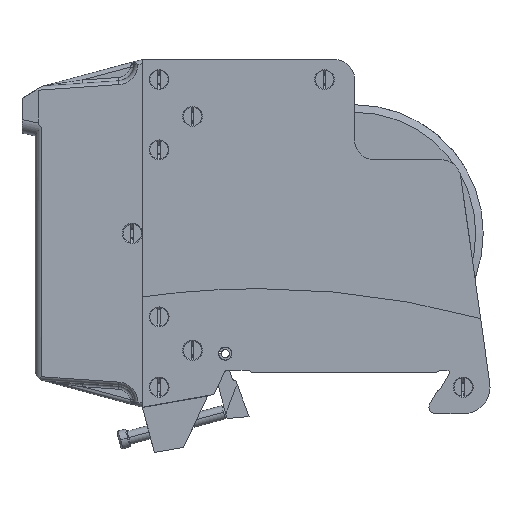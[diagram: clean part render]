
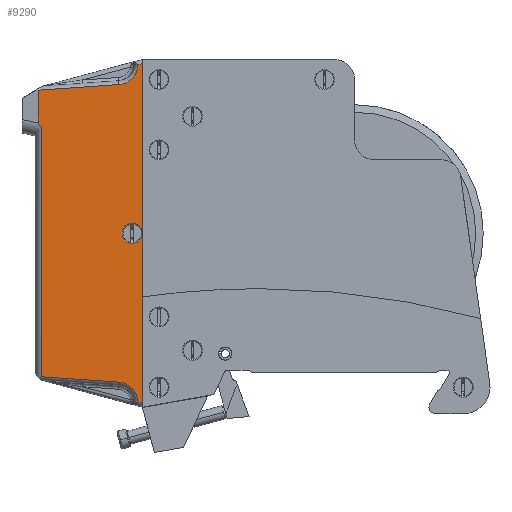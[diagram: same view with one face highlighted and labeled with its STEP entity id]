
A CAD part, left-side view. The second image highlights one B-rep face of the part: STEP entity #9290.
In plain terms, the highlighted planar face has unit normal (-1, 0, 0).
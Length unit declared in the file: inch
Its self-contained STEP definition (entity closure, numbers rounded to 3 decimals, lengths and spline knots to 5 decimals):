
#59 = VECTOR ( 'NONE', #11387, 39.37008 ) ;
#255 = CARTESIAN_POINT ( 'NONE',  ( -0.05984, 1.31354, 1.98677 ) ) ;
#817 = CARTESIAN_POINT ( 'NONE',  ( -0.05984, 2.44359, 1.25186 ) ) ;
#913 = VECTOR ( 'NONE', #8719, 39.37008 ) ;
#1310 = EDGE_CURVE ( 'NONE', #14358, #16916, #17936, .T. ) ;
#1409 = CARTESIAN_POINT ( 'NONE',  ( -0.05984, 1.55473, 1.99293 ) ) ;
#1488 = ORIENTED_EDGE ( 'NONE', *, *, #1545, .F. ) ;
#1545 = EDGE_CURVE ( 'NONE', #7968, #15462, #10153, .T. ) ;
#1966 = CIRCLE ( 'NONE', #16804, 0.24127 ) ;
#2054 = CARTESIAN_POINT ( 'NONE',  ( -0.05984, 1.5379, 1.75225 ) ) ;
#2262 = CARTESIAN_POINT ( 'NONE',  ( -0.05984, 2.48555, 1.28544 ) ) ;
#2357 = ORIENTED_EDGE ( 'NONE', *, *, #11639, .F. ) ;
#2358 = EDGE_CURVE ( 'NONE', #17902, #15298, #1966, .T. ) ;
#2494 = ORIENTED_EDGE ( 'NONE', *, *, #12523, .T. ) ;
#2770 = LINE ( 'NONE', #3938, #59 ) ;
#2908 = CARTESIAN_POINT ( 'NONE',  ( -0.05984, 1.5379, -1.75201 ) ) ;
#2969 = CIRCLE ( 'NONE', #16358, 0.11811 ) ;
#3088 = ORIENTED_EDGE ( 'NONE', *, *, #12076, .F. ) ;
#3171 = EDGE_LOOP ( 'NONE', ( #1488, #7965, #10230, #2357, #3088, #15819, #12511, #14120, #4771, #17199, #2494, #15752, #17329, #7507 ) ) ;
#3174 = CARTESIAN_POINT ( 'NONE',  ( -0.05984, 1.25945, 0. ) ) ;
#3187 = AXIS2_PLACEMENT_3D ( 'NONE', #17812, #17717, #5319 ) ;
#3473 = LINE ( 'NONE', #15714, #5037 ) ;
#3706 = CARTESIAN_POINT ( 'NONE',  ( -0.05984, 2.63158, 1.67578 ) ) ;
#3763 = DIRECTION ( 'NONE',  ( 1., 0., 0. ) ) ;
#3887 = CIRCLE ( 'NONE', #11767, 0.11811 ) ;
#3938 = CARTESIAN_POINT ( 'NONE',  ( -0.05984, 1.24796, 2.00434 ) ) ;
#4133 = EDGE_CURVE ( 'NONE', #9416, #10557, #11073, .T. ) ;
#4578 =( BOUNDED_CURVE ( )  B_SPLINE_CURVE ( 3, ( #14762, #2262, #16215, #817 ),
 .UNSPECIFIED., .F., .F. ) 
 B_SPLINE_CURVE_WITH_KNOTS ( ( 4, 4 ),
 ( 0.02129, 0.25543 ),
 .UNSPECIFIED. ) 
 CURVE ( )  GEOMETRIC_REPRESENTATION_ITEM ( )  RATIONAL_B_SPLINE_CURVE ( ( 1., 0.995, 0.995, 1. ) ) 
 REPRESENTATION_ITEM ( '' )  );
#4771 = ORIENTED_EDGE ( 'NONE', *, *, #1310, .T. ) ;
#4890 = VERTEX_POINT ( 'NONE', #11778 ) ;
#4976 = DIRECTION ( 'NONE',  ( 0., 0.998, -0.07 ) ) ;
#5037 = VECTOR ( 'NONE', #8697, 39.37008 ) ;
#5319 = DIRECTION ( 'NONE',  ( 0., 0., 1. ) ) ;
#5591 = VERTEX_POINT ( 'NONE', #16682 ) ;
#5817 = CARTESIAN_POINT ( 'NONE',  ( -0.05984, 1.5379, -1.75201 ) ) ;
#5883 = VERTEX_POINT ( 'NONE', #14582 ) ;
#5925 = EDGE_CURVE ( 'NONE', #16916, #4890, #4578, .T. ) ;
#5956 = CARTESIAN_POINT ( 'NONE',  ( -0.05984, 1.37756, 0. ) ) ;
#6479 = AXIS2_PLACEMENT_3D ( 'NONE', #16264, #3763, #7960 ) ;
#7060 = DIRECTION ( 'NONE',  ( 0., -0.998, -0.07 ) ) ;
#7507 = ORIENTED_EDGE ( 'NONE', *, *, #17421, .T. ) ;
#7643 = VECTOR ( 'NONE', #15753, 39.37008 ) ;
#7793 = DIRECTION ( 'NONE',  ( 0., 0., 1. ) ) ;
#7890 = DIRECTION ( 'NONE',  ( 1., 0., 0. ) ) ;
#7960 = DIRECTION ( 'NONE',  ( 0., 0., -1. ) ) ;
#7965 = ORIENTED_EDGE ( 'NONE', *, *, #10287, .F. ) ;
#7968 = VERTEX_POINT ( 'NONE', #3174 ) ;
#8020 = VECTOR ( 'NONE', #4976, 39.37008 ) ;
#8697 = DIRECTION ( 'NONE',  ( 0., 0., -1. ) ) ;
#8719 = DIRECTION ( 'NONE',  ( 0., 0., -1. ) ) ;
#9290 = ADVANCED_FACE ( 'NONE', ( #16449 ), #14726, .F. ) ;
#9293 = DIRECTION ( 'NONE',  ( 0., 0., 1. ) ) ;
#9416 = VERTEX_POINT ( 'NONE', #13937 ) ;
#10065 = CARTESIAN_POINT ( 'NONE',  ( -0.05984, 1.37756, -0.11811 ) ) ;
#10153 = LINE ( 'NONE', #16982, #16212 ) ;
#10230 = ORIENTED_EDGE ( 'NONE', *, *, #4133, .F. ) ;
#10287 = EDGE_CURVE ( 'NONE', #10557, #7968, #2969, .T. ) ;
#10557 = VERTEX_POINT ( 'NONE', #10065 ) ;
#11073 = CIRCLE ( 'NONE', #3187, 0.11811 ) ;
#11329 = DIRECTION ( 'NONE',  ( 0., 0., -1. ) ) ;
#11387 = DIRECTION ( 'NONE',  ( 0., 0.966, -0.259 ) ) ;
#11602 = CARTESIAN_POINT ( 'NONE',  ( -0.05984, 1.25945, 1.59449 ) ) ;
#11624 = DIRECTION ( 'NONE',  ( 0., 0., -1. ) ) ;
#11639 = EDGE_CURVE ( 'NONE', #7968, #9416, #3887, .T. ) ;
#11661 = LINE ( 'NONE', #14225, #7643 ) ;
#11767 = AXIS2_PLACEMENT_3D ( 'NONE', #11952, #12238, #9293 ) ;
#11778 = CARTESIAN_POINT ( 'NONE',  ( -0.05984, 2.44359, 1.25186 ) ) ;
#11841 = LINE ( 'NONE', #3706, #8020 ) ;
#11952 = CARTESIAN_POINT ( 'NONE',  ( -0.05984, 1.37756, 0. ) ) ;
#12038 = CARTESIAN_POINT ( 'NONE',  ( -0.05984, 2.48555, 1.29803 ) ) ;
#12076 = EDGE_CURVE ( 'NONE', #5883, #7968, #12873, .T. ) ;
#12238 = DIRECTION ( 'NONE',  ( -1., 0., 0. ) ) ;
#12511 = ORIENTED_EDGE ( 'NONE', *, *, #2358, .T. ) ;
#12513 = DIRECTION ( 'NONE',  ( 0., 0., 1. ) ) ;
#12523 = EDGE_CURVE ( 'NONE', #4890, #5591, #3473, .T. ) ;
#12662 = DIRECTION ( 'NONE',  ( 0., 0., 1. ) ) ;
#12728 = VECTOR ( 'NONE', #7060, 39.37008 ) ;
#12867 = EDGE_CURVE ( 'NONE', #16829, #17753, #15867, .T. ) ;
#12873 = LINE ( 'NONE', #11602, #12901 ) ;
#12901 = VECTOR ( 'NONE', #11329, 39.37008 ) ;
#12927 = CARTESIAN_POINT ( 'NONE',  ( -0.05984, 2.48555, 2.04724 ) ) ;
#13334 = EDGE_CURVE ( 'NONE', #5883, #17902, #2770, .T. ) ;
#13580 = CARTESIAN_POINT ( 'NONE',  ( -0.05984, 1.55473, -1.99269 ) ) ;
#13762 = CARTESIAN_POINT ( 'NONE',  ( -0.05984, 2.48555, 1.68599 ) ) ;
#13861 = AXIS2_PLACEMENT_3D ( 'NONE', #13580, #7890, #7793 ) ;
#13937 = CARTESIAN_POINT ( 'NONE',  ( -0.05984, 1.37756, 0.11811 ) ) ;
#13969 = LINE ( 'NONE', #2908, #12728 ) ;
#14120 = ORIENTED_EDGE ( 'NONE', *, *, #15023, .T. ) ;
#14225 = CARTESIAN_POINT ( 'NONE',  ( -0.05984, 2.42026, -1.69022 ) ) ;
#14358 = VERTEX_POINT ( 'NONE', #13762 ) ;
#14582 = CARTESIAN_POINT ( 'NONE',  ( -0.05984, 1.25945, 2.00126 ) ) ;
#14726 = PLANE ( 'NONE',  #6479 ) ;
#14762 = CARTESIAN_POINT ( 'NONE',  ( -0.05984, 2.48555, 1.29803 ) ) ;
#14937 = CARTESIAN_POINT ( 'NONE',  ( -0.05984, 1.31353, -1.98677 ) ) ;
#15023 = EDGE_CURVE ( 'NONE', #15298, #14358, #11841, .T. ) ;
#15298 = VERTEX_POINT ( 'NONE', #2054 ) ;
#15301 = DIRECTION ( 'NONE',  ( -1., 0., 0. ) ) ;
#15462 = VERTEX_POINT ( 'NONE', #16143 ) ;
#15714 = CARTESIAN_POINT ( 'NONE',  ( -0.05984, 2.44359, 1.14763 ) ) ;
#15752 = ORIENTED_EDGE ( 'NONE', *, *, #15763, .T. ) ;
#15753 = DIRECTION ( 'NONE',  ( 0., -0.966, -0.259 ) ) ;
#15763 = EDGE_CURVE ( 'NONE', #5591, #16829, #13969, .T. ) ;
#15819 = ORIENTED_EDGE ( 'NONE', *, *, #13334, .T. ) ;
#15867 = CIRCLE ( 'NONE', #13861, 0.24127 ) ;
#16143 = CARTESIAN_POINT ( 'NONE',  ( -0.05984, 1.25945, -2.00126 ) ) ;
#16212 = VECTOR ( 'NONE', #11624, 39.37008 ) ;
#16215 = CARTESIAN_POINT ( 'NONE',  ( -0.05984, 2.4715, 1.26998 ) ) ;
#16264 = CARTESIAN_POINT ( 'NONE',  ( -0.05984, 2.73583, -2.06693 ) ) ;
#16358 = AXIS2_PLACEMENT_3D ( 'NONE', #5956, #15301, #12662 ) ;
#16449 = FACE_OUTER_BOUND ( 'NONE', #3171, .T. ) ;
#16682 = CARTESIAN_POINT ( 'NONE',  ( -0.05984, 2.44359, -1.68868 ) ) ;
#16804 = AXIS2_PLACEMENT_3D ( 'NONE', #1409, #17882, #12513 ) ;
#16829 = VERTEX_POINT ( 'NONE', #5817 ) ;
#16916 = VERTEX_POINT ( 'NONE', #12038 ) ;
#16982 = CARTESIAN_POINT ( 'NONE',  ( -0.05984, 1.25945, 1.59449 ) ) ;
#17199 = ORIENTED_EDGE ( 'NONE', *, *, #5925, .T. ) ;
#17329 = ORIENTED_EDGE ( 'NONE', *, *, #12867, .T. ) ;
#17421 = EDGE_CURVE ( 'NONE', #17753, #15462, #11661, .T. ) ;
#17717 = DIRECTION ( 'NONE',  ( -1., 0., 0. ) ) ;
#17753 = VERTEX_POINT ( 'NONE', #14937 ) ;
#17812 = CARTESIAN_POINT ( 'NONE',  ( -0.05984, 1.37756, 0. ) ) ;
#17882 = DIRECTION ( 'NONE',  ( 1., 0., 0. ) ) ;
#17902 = VERTEX_POINT ( 'NONE', #255 ) ;
#17936 = LINE ( 'NONE', #12927, #913 ) ;
